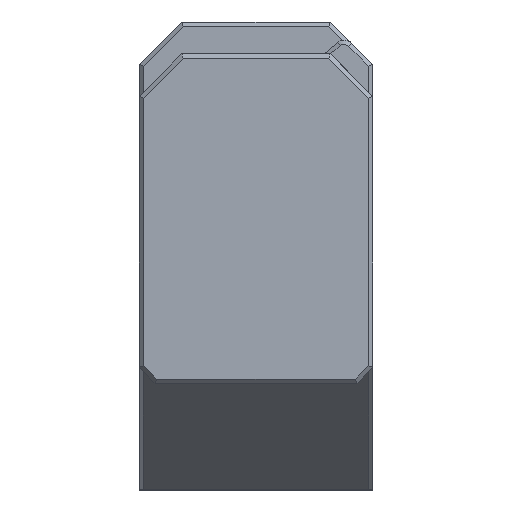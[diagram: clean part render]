
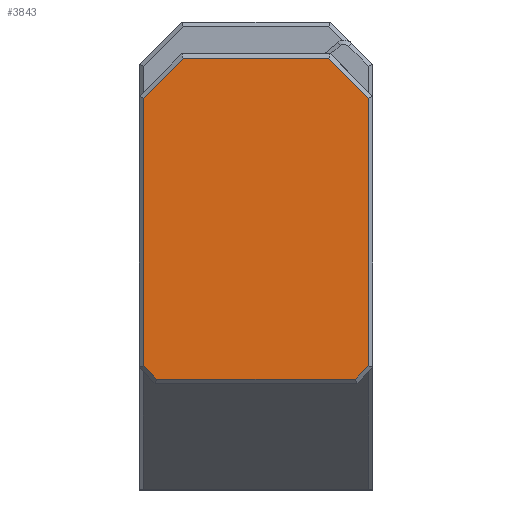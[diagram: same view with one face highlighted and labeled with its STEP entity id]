
A CAD part, front view. The second image highlights one B-rep face of the part: STEP entity #3843.
In plain terms, the highlighted planar face has unit normal (0, -1, 0).
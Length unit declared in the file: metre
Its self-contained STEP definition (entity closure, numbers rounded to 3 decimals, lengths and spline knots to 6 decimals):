
#301=LINE('',#6067,#735);
#302=LINE('',#6070,#736);
#303=LINE('',#6072,#737);
#304=LINE('',#6074,#738);
#305=LINE('',#6076,#739);
#306=LINE('',#6078,#740);
#307=LINE('',#6080,#741);
#308=LINE('',#6082,#742);
#735=VECTOR('',#4762,1.);
#736=VECTOR('',#4763,1.);
#737=VECTOR('',#4764,1.);
#738=VECTOR('',#4765,1.);
#739=VECTOR('',#4766,1.);
#740=VECTOR('',#4767,1.);
#741=VECTOR('',#4768,1.);
#742=VECTOR('',#4769,1.);
#1227=ORIENTED_EDGE('',*,*,#2354,.T.);
#1228=ORIENTED_EDGE('',*,*,#2355,.T.);
#1229=ORIENTED_EDGE('',*,*,#2356,.T.);
#1230=ORIENTED_EDGE('',*,*,#2357,.T.);
#1231=ORIENTED_EDGE('',*,*,#2358,.T.);
#1232=ORIENTED_EDGE('',*,*,#2359,.T.);
#1233=ORIENTED_EDGE('',*,*,#2360,.T.);
#1234=ORIENTED_EDGE('',*,*,#2361,.T.);
#2354=EDGE_CURVE('',#2915,#2916,#301,.T.);
#2355=EDGE_CURVE('',#2916,#2917,#302,.T.);
#2356=EDGE_CURVE('',#2917,#2918,#303,.T.);
#2357=EDGE_CURVE('',#2918,#2919,#304,.T.);
#2358=EDGE_CURVE('',#2919,#2920,#305,.T.);
#2359=EDGE_CURVE('',#2920,#2921,#306,.T.);
#2360=EDGE_CURVE('',#2921,#2922,#307,.T.);
#2361=EDGE_CURVE('',#2922,#2915,#308,.T.);
#2915=VERTEX_POINT('',#6068);
#2916=VERTEX_POINT('',#6069);
#2917=VERTEX_POINT('',#6071);
#2918=VERTEX_POINT('',#6073);
#2919=VERTEX_POINT('',#6075);
#2920=VERTEX_POINT('',#6077);
#2921=VERTEX_POINT('',#6079);
#2922=VERTEX_POINT('',#6081);
#3189=EDGE_LOOP('',(#1227,#1228,#1229,#1230,#1231,#1232,#1233,#1234));
#3450=FACE_BOUND('',#3189,.T.);
#3695=PLANE('',#4141);
#3843=ADVANCED_FACE('',(#3450),#3695,.F.);
#4141=AXIS2_PLACEMENT_3D('',#6066,#4760,#4761);
#4760=DIRECTION('',(0.,1.,0.));
#4761=DIRECTION('',(0.,0.,1.));
#4762=DIRECTION('',(1.,0.,0.));
#4763=DIRECTION('',(0.707,0.,0.707));
#4764=DIRECTION('',(0.,0.,1.));
#4765=DIRECTION('',(-0.707,0.,0.707));
#4766=DIRECTION('',(-1.,0.,0.));
#4767=DIRECTION('',(-0.707,0.,-0.707));
#4768=DIRECTION('',(0.,0.,-1.));
#4769=DIRECTION('',(0.707,0.,-0.707));
#6066=CARTESIAN_POINT('',(-0.337,-0.119,-0.025712));
#6067=CARTESIAN_POINT('',(-0.315,-0.119,-0.032312));
#6068=CARTESIAN_POINT('',(-0.335334,-0.119,-0.032312));
#6069=CARTESIAN_POINT('',(-0.316666,-0.119,-0.032312));
#6070=CARTESIAN_POINT('',(-0.315683,-0.119,-0.03133));
#6071=CARTESIAN_POINT('',(-0.3154,-0.119,-0.031047));
#6072=CARTESIAN_POINT('',(-0.3154,-0.119,-0.025712));
#6073=CARTESIAN_POINT('',(-0.3154,-0.119,-0.005878));
#6074=CARTESIAN_POINT('',(-0.319283,-0.119,-0.001995));
#6075=CARTESIAN_POINT('',(-0.319166,-0.119,-0.002112));
#6076=CARTESIAN_POINT('',(-0.337,-0.119,-0.002112));
#6077=CARTESIAN_POINT('',(-0.332834,-0.119,-0.002112));
#6078=CARTESIAN_POINT('',(-0.336717,-0.119,-0.005995));
#6079=CARTESIAN_POINT('',(-0.3366,-0.119,-0.005878));
#6080=CARTESIAN_POINT('',(-0.3366,-0.119,-0.032712));
#6081=CARTESIAN_POINT('',(-0.3366,-0.119,-0.031047));
#6082=CARTESIAN_POINT('',(-0.335617,-0.119,-0.03203));
